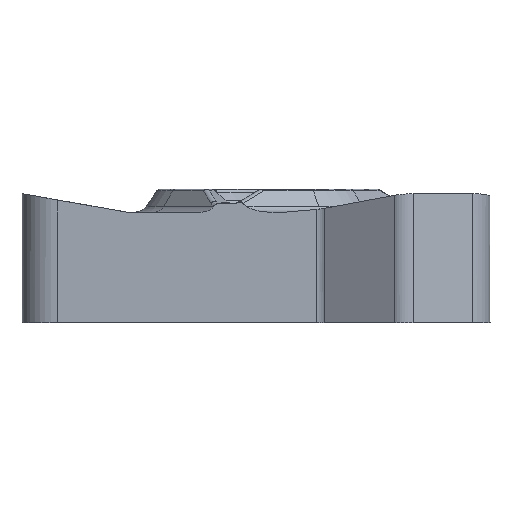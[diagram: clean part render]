
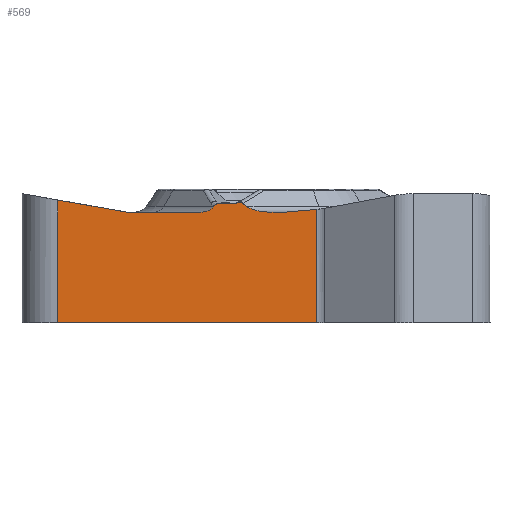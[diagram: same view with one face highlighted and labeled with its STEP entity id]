
A CAD part, left-side view. The second image highlights one B-rep face of the part: STEP entity #569.
In plain terms, the highlighted planar face has unit normal (-1, 0, 0).
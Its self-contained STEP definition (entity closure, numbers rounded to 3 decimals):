
#86=ELLIPSE('',#2272,1.5,0.75);
#87=ELLIPSE('',#2273,1.5,0.75);
#88=ELLIPSE('',#2274,0.309,0.3);
#89=ELLIPSE('',#2275,0.295,0.25);
#90=ELLIPSE('',#2276,0.884,0.75);
#140=PLANE('',#2278);
#173=FACE_OUTER_BOUND('',#764,.T.);
#304=LINE('',#3558,#433);
#305=LINE('',#3562,#434);
#306=LINE('',#3564,#435);
#307=LINE('',#3566,#436);
#308=LINE('',#3570,#437);
#309=LINE('',#3574,#438);
#310=LINE('',#3589,#439);
#311=LINE('',#3601,#440);
#312=LINE('',#3605,#441);
#313=LINE('',#3609,#442);
#433=VECTOR('',#2539,1.);
#434=VECTOR('',#2544,1.);
#435=VECTOR('',#2545,1.);
#436=VECTOR('',#2546,1.);
#437=VECTOR('',#2549,1.);
#438=VECTOR('',#2552,1.);
#439=VECTOR('',#2555,1.);
#440=VECTOR('',#2558,1.);
#441=VECTOR('',#2561,1.);
#442=VECTOR('',#2564,1.);
#569=ADVANCED_FACE('',(#173),#140,.F.);
#764=EDGE_LOOP('',(#911,#912,#913,#914,#915,#916,#917,#918,#919,#920,#921,
#922,#923,#924,#925,#926,#927,#928));
#911=ORIENTED_EDGE('',*,*,#1766,.T.);
#912=ORIENTED_EDGE('',*,*,#1768,.T.);
#913=ORIENTED_EDGE('',*,*,#1769,.F.);
#914=ORIENTED_EDGE('',*,*,#1770,.T.);
#915=ORIENTED_EDGE('',*,*,#1771,.T.);
#916=ORIENTED_EDGE('',*,*,#1772,.T.);
#917=ORIENTED_EDGE('',*,*,#1773,.T.);
#918=ORIENTED_EDGE('',*,*,#1774,.T.);
#919=ORIENTED_EDGE('',*,*,#1775,.F.);
#920=ORIENTED_EDGE('',*,*,#1776,.T.);
#921=ORIENTED_EDGE('',*,*,#1777,.T.);
#922=ORIENTED_EDGE('',*,*,#1778,.F.);
#923=ORIENTED_EDGE('',*,*,#1779,.F.);
#924=ORIENTED_EDGE('',*,*,#1780,.T.);
#925=ORIENTED_EDGE('',*,*,#1781,.T.);
#926=ORIENTED_EDGE('',*,*,#1782,.T.);
#927=ORIENTED_EDGE('',*,*,#1783,.T.);
#928=ORIENTED_EDGE('',*,*,#1784,.T.);
#1565=VERTEX_POINT('',#3557);
#1566=VERTEX_POINT('',#3559);
#1567=VERTEX_POINT('',#3563);
#1568=VERTEX_POINT('',#3565);
#1569=VERTEX_POINT('',#3567);
#1570=VERTEX_POINT('',#3569);
#1571=VERTEX_POINT('',#3571);
#1572=VERTEX_POINT('',#3573);
#1573=VERTEX_POINT('',#3575);
#1574=VERTEX_POINT('',#3586);
#1575=VERTEX_POINT('',#3588);
#1576=VERTEX_POINT('',#3590);
#1577=VERTEX_POINT('',#3592);
#1578=VERTEX_POINT('',#3600);
#1579=VERTEX_POINT('',#3602);
#1580=VERTEX_POINT('',#3604);
#1581=VERTEX_POINT('',#3606);
#1582=VERTEX_POINT('',#3608);
#1766=EDGE_CURVE('',#1566,#1565,#304,.T.);
#1768=EDGE_CURVE('',#1565,#1567,#305,.T.);
#1769=EDGE_CURVE('',#1568,#1567,#306,.T.);
#1770=EDGE_CURVE('',#1568,#1569,#307,.T.);
#1771=EDGE_CURVE('',#1569,#1570,#86,.T.);
#1772=EDGE_CURVE('',#1570,#1571,#308,.T.);
#1773=EDGE_CURVE('',#1571,#1572,#87,.T.);
#1774=EDGE_CURVE('',#1572,#1573,#309,.T.);
#1775=EDGE_CURVE('',#1574,#1573,#2192,.T.);
#1776=EDGE_CURVE('',#1574,#1575,#88,.T.);
#1777=EDGE_CURVE('',#1575,#1576,#310,.T.);
#1778=EDGE_CURVE('',#1577,#1576,#89,.T.);
#1779=EDGE_CURVE('',#1578,#1577,#2193,.T.);
#1780=EDGE_CURVE('',#1578,#1579,#311,.T.);
#1781=EDGE_CURVE('',#1579,#1580,#90,.T.);
#1782=EDGE_CURVE('',#1580,#1581,#312,.T.);
#1783=EDGE_CURVE('',#1581,#1582,#2091,.T.);
#1784=EDGE_CURVE('',#1582,#1566,#313,.T.);
#2091=CIRCLE('',#2277,0.75);
#2192=B_SPLINE_CURVE_WITH_KNOTS('',3,(#3576,#3577,#3578,#3579,#3580,#3581,
#3582,#3583,#3584,#3585),.UNSPECIFIED.,.F.,.F.,(4,3,3,4),(0.,0.625,
0.853,1.),.UNSPECIFIED.);
#2193=B_SPLINE_CURVE_WITH_KNOTS('',3,(#3593,#3594,#3595,#3596,#3597,#3598,
#3599),.UNSPECIFIED.,.F.,.F.,(4,3,4),(0.,0.594,1.),
 .UNSPECIFIED.);
#2272=AXIS2_PLACEMENT_3D('',#3568,#2547,#2548);
#2273=AXIS2_PLACEMENT_3D('',#3572,#2550,#2551);
#2274=AXIS2_PLACEMENT_3D('',#3587,#2553,#2554);
#2275=AXIS2_PLACEMENT_3D('',#3591,#2556,#2557);
#2276=AXIS2_PLACEMENT_3D('',#3603,#2559,#2560);
#2277=AXIS2_PLACEMENT_3D('',#3607,#2562,#2563);
#2278=AXIS2_PLACEMENT_3D('',#3610,#2565,#2566);
#2539=DIRECTION('',(0.,0.,-1.));
#2544=DIRECTION('',(0.,-1.,0.));
#2545=DIRECTION('',(0.,0.,-1.));
#2546=DIRECTION('',(0.,0.996,-0.088));
#2547=DIRECTION('',(1.,0.,0.));
#2548=DIRECTION('',(0.,1.,0.));
#2549=DIRECTION('',(0.,1.,0.));
#2550=DIRECTION('',(1.,0.,0.));
#2551=DIRECTION('',(0.,-1.,0.));
#2552=DIRECTION('',(0.,0.814,0.581));
#2553=DIRECTION('',(1.,0.,0.));
#2554=DIRECTION('',(0.,-1.,0.));
#2555=DIRECTION('',(0.,1.,0.));
#2556=DIRECTION('',(1.,0.,0.));
#2557=DIRECTION('',(0.,1.,0.));
#2558=DIRECTION('',(0.,0.637,-0.771));
#2559=DIRECTION('',(1.,0.,0.));
#2560=DIRECTION('',(0.,1.,0.));
#2561=DIRECTION('',(0.,1.,0.));
#2562=DIRECTION('',(1.,0.,0.));
#2563=DIRECTION('',(0.,0.,-1.));
#2564=DIRECTION('',(0.,0.985,0.174));
#2565=DIRECTION('',(1.,0.,0.));
#2566=DIRECTION('',(0.,0.,-1.));
#3557=CARTESIAN_POINT('',(-7.938,11.45,-7.));
#3558=CARTESIAN_POINT('',(-7.938,11.45,25.));
#3559=CARTESIAN_POINT('',(-7.938,11.45,-0.097));
#3562=CARTESIAN_POINT('',(-7.938,11.45,-7.));
#3563=CARTESIAN_POINT('',(-7.938,-3.123,-7.));
#3564=CARTESIAN_POINT('',(-7.938,-3.123,25.));
#3565=CARTESIAN_POINT('',(-7.938,-3.123,-0.628));
#3566=CARTESIAN_POINT('',(-7.938,-2.266,-0.704));
#3567=CARTESIAN_POINT('',(-7.938,-1.521,-0.77));
#3568=CARTESIAN_POINT('',(-7.938,-1.261,-0.031));
#3569=CARTESIAN_POINT('',(-7.938,-1.261,-0.781));
#3570=CARTESIAN_POINT('',(-7.938,0.,-0.781));
#3571=CARTESIAN_POINT('',(-7.938,-0.427,-0.781));
#3572=CARTESIAN_POINT('',(-7.938,-0.427,-0.031));
#3573=CARTESIAN_POINT('',(-7.938,0.802,-0.461));
#3574=CARTESIAN_POINT('',(-7.938,19.895,13.173));
#3575=CARTESIAN_POINT('',(-7.938,1.037,-0.293));
#3576=CARTESIAN_POINT('',(-7.938,1.433,-0.285));
#3577=CARTESIAN_POINT('',(-7.938,1.352,-0.26));
#3578=CARTESIAN_POINT('',(-7.938,1.267,-0.242));
#3579=CARTESIAN_POINT('',(-7.938,1.183,-0.247));
#3580=CARTESIAN_POINT('',(-7.938,1.152,-0.249));
#3581=CARTESIAN_POINT('',(-7.938,1.12,-0.255));
#3582=CARTESIAN_POINT('',(-7.938,1.091,-0.266));
#3583=CARTESIAN_POINT('',(-7.938,1.072,-0.272));
#3584=CARTESIAN_POINT('',(-7.938,1.054,-0.282));
#3585=CARTESIAN_POINT('',(-7.938,1.037,-0.293));
#3586=CARTESIAN_POINT('',(-7.938,1.433,-0.285));
#3587=CARTESIAN_POINT('',(-7.938,1.528,0.));
#3588=CARTESIAN_POINT('',(-7.938,1.528,-0.3));
#3589=CARTESIAN_POINT('',(-7.938,11.45,-0.3));
#3590=CARTESIAN_POINT('',(-7.938,2.386,-0.3));
#3591=CARTESIAN_POINT('',(-7.938,2.386,-0.55));
#3592=CARTESIAN_POINT('',(-7.938,2.497,-0.318));
#3593=CARTESIAN_POINT('',(-7.938,2.626,-0.404));
#3594=CARTESIAN_POINT('',(-7.938,2.606,-0.381));
#3595=CARTESIAN_POINT('',(-7.938,2.582,-0.36));
#3596=CARTESIAN_POINT('',(-7.938,2.555,-0.345));
#3597=CARTESIAN_POINT('',(-7.938,2.537,-0.334));
#3598=CARTESIAN_POINT('',(-7.938,2.517,-0.325));
#3599=CARTESIAN_POINT('',(-7.938,2.497,-0.318));
#3600=CARTESIAN_POINT('',(-7.938,2.626,-0.404));
#3601=CARTESIAN_POINT('',(-7.938,-6.27,10.369));
#3602=CARTESIAN_POINT('',(-7.938,2.673,-0.461));
#3603=CARTESIAN_POINT('',(-7.938,3.398,-0.031));
#3604=CARTESIAN_POINT('',(-7.938,3.398,-0.781));
#3605=CARTESIAN_POINT('',(-7.938,11.45,-0.781));
#3606=CARTESIAN_POINT('',(-7.938,7.504,-0.781));
#3607=CARTESIAN_POINT('',(-7.938,7.504,-0.031));
#3608=CARTESIAN_POINT('',(-7.938,7.635,-0.77));
#3609=CARTESIAN_POINT('',(-7.938,15.742,0.66));
#3610=CARTESIAN_POINT('',(-7.938,11.45,25.));
